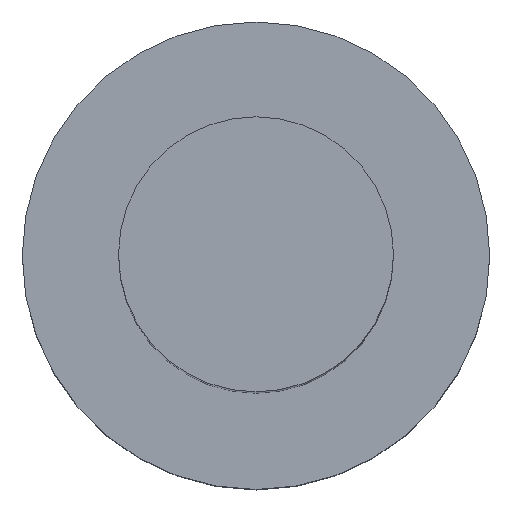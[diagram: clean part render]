
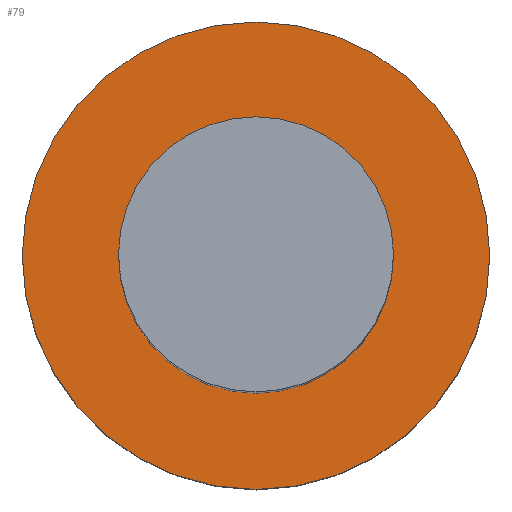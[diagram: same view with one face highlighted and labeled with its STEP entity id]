
A CAD part, top view. The second image highlights one B-rep face of the part: STEP entity #79.
In plain terms, the highlighted planar face has unit normal (0, 0, 1).
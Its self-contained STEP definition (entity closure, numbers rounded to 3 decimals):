
#79 = ADVANCED_FACE( '', ( #98, #99 ), #100, .F. );
#98 = FACE_BOUND( '', #126, .T. );
#99 = FACE_OUTER_BOUND( '', #127, .T. );
#100 = PLANE( '', #128 );
#126 = EDGE_LOOP( '', ( #173 ) );
#127 = EDGE_LOOP( '', ( #174 ) );
#128 = AXIS2_PLACEMENT_3D( '', #175, #176, #177 );
#173 = ORIENTED_EDGE( '', *, *, #237, .T. );
#174 = ORIENTED_EDGE( '', *, *, #224, .F. );
#175 = CARTESIAN_POINT( '', ( 0., 0., 5. ) );
#176 = DIRECTION( '', ( 0., 0., -1. ) );
#177 = DIRECTION( '', ( -1., 0., 0. ) );
#224 = EDGE_CURVE( '', #246, #246, #247, .T. );
#237 = EDGE_CURVE( '', #270, #270, #271, .T. );
#246 = VERTEX_POINT( '', #284 );
#247 = CIRCLE( '', #285, 4.25 );
#270 = VERTEX_POINT( '', #319 );
#271 = CIRCLE( '', #320, 2.5 );
#284 = CARTESIAN_POINT( '', ( 4.25, 0., 5. ) );
#285 = AXIS2_PLACEMENT_3D( '', #340, #341, #342 );
#319 = CARTESIAN_POINT( '', ( 2.5, 0., 5. ) );
#320 = AXIS2_PLACEMENT_3D( '', #357, #358, #359 );
#340 = CARTESIAN_POINT( '', ( 0., 0., 5. ) );
#341 = DIRECTION( '', ( 0., 0., -1. ) );
#342 = DIRECTION( '', ( 1., 0., 0. ) );
#357 = CARTESIAN_POINT( '', ( 0., 0., 5. ) );
#358 = DIRECTION( '', ( 0., 0., -1. ) );
#359 = DIRECTION( '', ( 1., 0., 0. ) );
